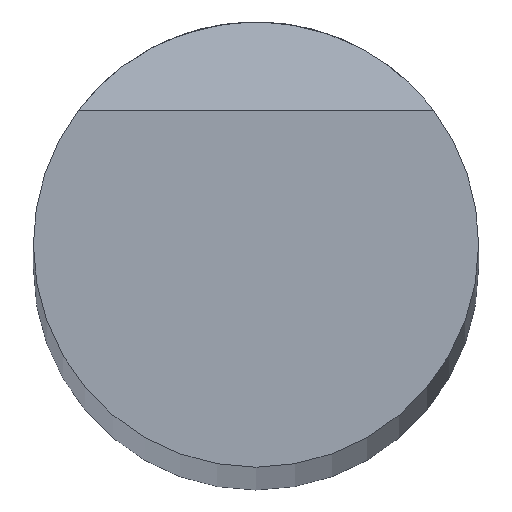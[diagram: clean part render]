
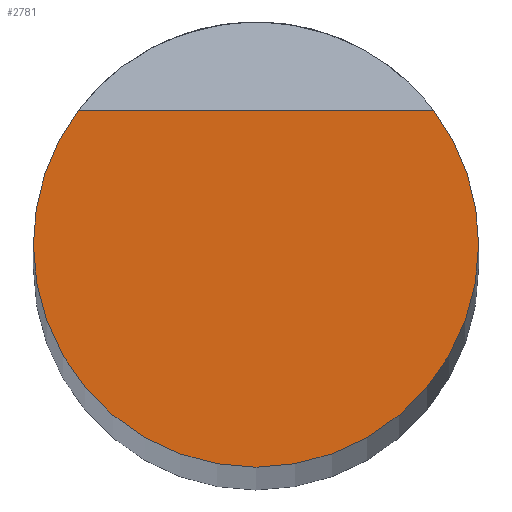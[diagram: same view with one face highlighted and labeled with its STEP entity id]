
A CAD part, top view. The second image highlights one B-rep face of the part: STEP entity #2781.
In plain terms, the highlighted planar face has unit normal (0, 0, 1).
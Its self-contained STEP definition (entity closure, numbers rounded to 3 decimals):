
#265 = AXIS2_PLACEMENT_3D ( 'NONE', #7076, #6903, #2458 ) ;
#833 = CIRCLE ( 'NONE', #5337, 8.5 ) ;
#1283 = AXIS2_PLACEMENT_3D ( 'NONE', #7280, #5178, #1331 ) ;
#1331 = DIRECTION ( 'NONE',  ( 1., 0., 0. ) ) ;
#1449 = VERTEX_POINT ( 'NONE', #3592 ) ;
#1655 = VECTOR ( 'NONE', #7705, 1000. ) ;
#1721 = ORIENTED_EDGE ( 'NONE', *, *, #5149, .F. ) ;
#1751 = CARTESIAN_POINT ( 'NONE',  ( -6.781, 5.125, 499.088 ) ) ;
#1799 = LINE ( 'NONE', #2530, #1655 ) ;
#1854 = EDGE_CURVE ( 'NONE', #1449, #3425, #833, .T. ) ;
#2204 = ORIENTED_EDGE ( 'NONE', *, *, #1854, .T. ) ;
#2458 = DIRECTION ( 'NONE',  ( 1., 0., 0. ) ) ;
#2530 = CARTESIAN_POINT ( 'NONE',  ( 8.501, 5.125, 499.088 ) ) ;
#2681 = CARTESIAN_POINT ( 'NONE',  ( 8.5, 0., 499.088 ) ) ;
#2781 = ADVANCED_FACE ( 'NONE', ( #7394 ), #6925, .T. ) ;
#2934 = EDGE_LOOP ( 'NONE', ( #5086, #2204, #5288, #1721 ) ) ;
#3293 = DIRECTION ( 'NONE',  ( 0., 0., 1. ) ) ;
#3408 = CIRCLE ( 'NONE', #265, 8.5 ) ;
#3425 = VERTEX_POINT ( 'NONE', #2681 ) ;
#3592 = CARTESIAN_POINT ( 'NONE',  ( -8.5, 0., 499.088 ) ) ;
#3659 = CIRCLE ( 'NONE', #1283, 8.5 ) ;
#3953 = CARTESIAN_POINT ( 'NONE',  ( 6.781, 5.125, 499.088 ) ) ;
#4401 = DIRECTION ( 'NONE',  ( 0., 0., 1. ) ) ;
#4924 = VERTEX_POINT ( 'NONE', #3953 ) ;
#5086 = ORIENTED_EDGE ( 'NONE', *, *, #5813, .T. ) ;
#5149 = EDGE_CURVE ( 'NONE', #7748, #4924, #1799, .T. ) ;
#5178 = DIRECTION ( 'NONE',  ( 0., 0., 1. ) ) ;
#5288 = ORIENTED_EDGE ( 'NONE', *, *, #7558, .T. ) ;
#5337 = AXIS2_PLACEMENT_3D ( 'NONE', #6356, #3293, #5899 ) ;
#5813 = EDGE_CURVE ( 'NONE', #7748, #1449, #3408, .T. ) ;
#5899 = DIRECTION ( 'NONE',  ( 1., 0., 0. ) ) ;
#6236 = DIRECTION ( 'NONE',  ( 1., 0., 0. ) ) ;
#6356 = CARTESIAN_POINT ( 'NONE',  ( 0., 0., 499.088 ) ) ;
#6903 = DIRECTION ( 'NONE',  ( 0., 0., 1. ) ) ;
#6925 = PLANE ( 'NONE',  #7474 ) ;
#7076 = CARTESIAN_POINT ( 'NONE',  ( 0., 0., 499.088 ) ) ;
#7280 = CARTESIAN_POINT ( 'NONE',  ( 0., 0., 499.088 ) ) ;
#7394 = FACE_OUTER_BOUND ( 'NONE', #2934, .T. ) ;
#7474 = AXIS2_PLACEMENT_3D ( 'NONE', #7610, #4401, #6236 ) ;
#7558 = EDGE_CURVE ( 'NONE', #3425, #4924, #3659, .T. ) ;
#7610 = CARTESIAN_POINT ( 'NONE',  ( 0., 0., 499.088 ) ) ;
#7705 = DIRECTION ( 'NONE',  ( 1., 0., 0. ) ) ;
#7748 = VERTEX_POINT ( 'NONE', #1751 ) ;
